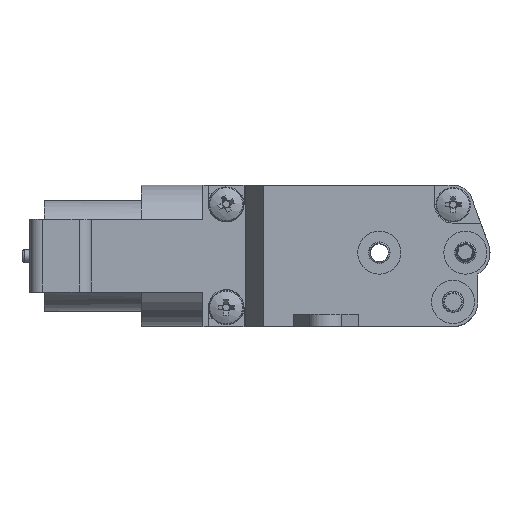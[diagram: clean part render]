
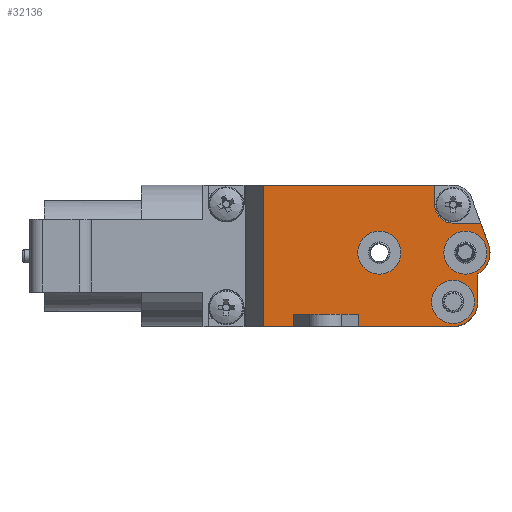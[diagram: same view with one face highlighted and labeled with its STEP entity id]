
A CAD part, top view. The second image highlights one B-rep face of the part: STEP entity #32136.
In plain terms, the highlighted planar face has unit normal (0, 0, 1).
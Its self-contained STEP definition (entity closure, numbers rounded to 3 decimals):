
#1721=FACE_BOUND('',#3774,.T.);
#1722=FACE_BOUND('',#3775,.T.);
#1723=FACE_BOUND('',#3776,.T.);
#1996=FACE_OUTER_BOUND('',#3773,.T.);
#3773=EDGE_LOOP('',(#22312,#22313,#22314,#22315,#22316,#22317,#22318,#22319,
#22320,#22321,#22322,#22323,#22324,#22325,#22326,#22327,#22328,#22329));
#3774=EDGE_LOOP('',(#22330));
#3775=EDGE_LOOP('',(#22331));
#3776=EDGE_LOOP('',(#22332));
#5757=LINE('',#48861,#9023);
#5760=LINE('',#48869,#9026);
#5771=LINE('',#48888,#9037);
#5793=LINE('',#48958,#9059);
#5794=LINE('',#48962,#9060);
#5795=LINE('',#48966,#9061);
#5796=LINE('',#48968,#9062);
#5797=LINE('',#48972,#9063);
#5798=LINE('',#48974,#9064);
#5799=LINE('',#48975,#9065);
#5800=LINE('',#48977,#9066);
#5801=LINE('',#48979,#9067);
#5802=LINE('',#48980,#9068);
#5803=LINE('',#48982,#9069);
#5804=LINE('',#48983,#9070);
#9023=VECTOR('',#38536,15.4);
#9026=VECTOR('',#38541,4.802);
#9037=VECTOR('',#38552,3.);
#9059=VECTOR('',#38600,2.);
#9060=VECTOR('',#38603,4.536);
#9061=VECTOR('',#38606,3.648);
#9062=VECTOR('',#38607,4.504);
#9063=VECTOR('',#38610,3.2);
#9064=VECTOR('',#38611,27.825);
#9065=VECTOR('',#38612,23.);
#9066=VECTOR('',#38613,2.);
#9067=VECTOR('',#38614,3.812);
#9068=VECTOR('',#38615,2.);
#9069=VECTOR('',#38616,2.);
#9070=VECTOR('',#38617,3.812);
#12040=CIRCLE('',#34307,4.);
#12041=CIRCLE('',#34308,4.);
#12042=CIRCLE('',#34309,3.);
#12043=CIRCLE('',#34310,3.5);
#12044=CIRCLE('',#34311,3.5);
#12045=CIRCLE('',#34312,3.5);
#13483=VERTEX_POINT('',#48859);
#13484=VERTEX_POINT('',#48860);
#13487=VERTEX_POINT('',#48866);
#13488=VERTEX_POINT('',#48868);
#13495=VERTEX_POINT('',#48885);
#13496=VERTEX_POINT('',#48887);
#13519=VERTEX_POINT('',#48957);
#13520=VERTEX_POINT('',#48959);
#13521=VERTEX_POINT('',#48961);
#13522=VERTEX_POINT('',#48963);
#13523=VERTEX_POINT('',#48965);
#13524=VERTEX_POINT('',#48967);
#13525=VERTEX_POINT('',#48969);
#13526=VERTEX_POINT('',#48971);
#13527=VERTEX_POINT('',#48973);
#13528=VERTEX_POINT('',#48976);
#13529=VERTEX_POINT('',#48978);
#13530=VERTEX_POINT('',#48981);
#13531=VERTEX_POINT('',#48984);
#13532=VERTEX_POINT('',#48986);
#13533=VERTEX_POINT('',#48988);
#16860=EDGE_CURVE('',#13483,#13484,#5757,.T.);
#16864=EDGE_CURVE('',#13488,#13487,#5760,.T.);
#16875=EDGE_CURVE('',#13496,#13495,#5771,.T.);
#16905=EDGE_CURVE('',#13519,#13483,#5793,.T.);
#16906=EDGE_CURVE('',#13484,#13520,#12040,.T.);
#16907=EDGE_CURVE('',#13520,#13521,#5794,.T.);
#16908=EDGE_CURVE('',#13521,#13522,#12041,.T.);
#16909=EDGE_CURVE('',#13523,#13522,#5795,.T.);
#16910=EDGE_CURVE('',#13523,#13524,#5796,.T.);
#16911=EDGE_CURVE('',#13524,#13525,#12042,.T.);
#16912=EDGE_CURVE('',#13525,#13526,#5797,.T.);
#16913=EDGE_CURVE('',#13526,#13527,#5798,.T.);
#16914=EDGE_CURVE('',#13527,#13488,#5799,.T.);
#16915=EDGE_CURVE('',#13528,#13487,#5800,.T.);
#16916=EDGE_CURVE('',#13528,#13529,#5801,.T.);
#16917=EDGE_CURVE('',#13529,#13496,#5802,.T.);
#16918=EDGE_CURVE('',#13530,#13495,#5803,.T.);
#16919=EDGE_CURVE('',#13530,#13519,#5804,.T.);
#16920=EDGE_CURVE('',#13531,#13531,#12043,.T.);
#16921=EDGE_CURVE('',#13532,#13532,#12044,.T.);
#16922=EDGE_CURVE('',#13533,#13533,#12045,.T.);
#22312=ORIENTED_EDGE('',*,*,#16905,.T.);
#22313=ORIENTED_EDGE('',*,*,#16860,.T.);
#22314=ORIENTED_EDGE('',*,*,#16906,.T.);
#22315=ORIENTED_EDGE('',*,*,#16907,.T.);
#22316=ORIENTED_EDGE('',*,*,#16908,.T.);
#22317=ORIENTED_EDGE('',*,*,#16909,.F.);
#22318=ORIENTED_EDGE('',*,*,#16910,.T.);
#22319=ORIENTED_EDGE('',*,*,#16911,.T.);
#22320=ORIENTED_EDGE('',*,*,#16912,.T.);
#22321=ORIENTED_EDGE('',*,*,#16913,.T.);
#22322=ORIENTED_EDGE('',*,*,#16914,.T.);
#22323=ORIENTED_EDGE('',*,*,#16864,.T.);
#22324=ORIENTED_EDGE('',*,*,#16915,.F.);
#22325=ORIENTED_EDGE('',*,*,#16916,.T.);
#22326=ORIENTED_EDGE('',*,*,#16917,.T.);
#22327=ORIENTED_EDGE('',*,*,#16875,.T.);
#22328=ORIENTED_EDGE('',*,*,#16918,.F.);
#22329=ORIENTED_EDGE('',*,*,#16919,.T.);
#22330=ORIENTED_EDGE('',*,*,#16920,.F.);
#22331=ORIENTED_EDGE('',*,*,#16921,.F.);
#22332=ORIENTED_EDGE('',*,*,#16922,.F.);
#30942=PLANE('',#34306);
#32136=ADVANCED_FACE('',(#1996,#1721,#1722,#1723),#30942,.T.);
#34306=AXIS2_PLACEMENT_3D('',#48956,#38598,#38599);
#34307=AXIS2_PLACEMENT_3D('',#48960,#38601,#38602);
#34308=AXIS2_PLACEMENT_3D('',#48964,#38604,#38605);
#34309=AXIS2_PLACEMENT_3D('',#48970,#38608,#38609);
#34310=AXIS2_PLACEMENT_3D('',#48985,#38618,#38619);
#34311=AXIS2_PLACEMENT_3D('',#48987,#38620,#38621);
#34312=AXIS2_PLACEMENT_3D('',#48989,#38622,#38623);
#38536=DIRECTION('',(1.,0.,0.));
#38541=DIRECTION('',(1.,0.,0.));
#38552=DIRECTION('',(1.,0.,0.));
#38598=DIRECTION('center_axis',(0.,0.,1.));
#38599=DIRECTION('ref_axis',(1.,0.,0.));
#38600=DIRECTION('',(0.,-1.,0.));
#38601=DIRECTION('center_axis',(0.,0.,1.));
#38602=DIRECTION('ref_axis',(1.,0.,0.));
#38603=DIRECTION('',(0.,1.,0.));
#38604=DIRECTION('center_axis',(0.,0.,1.));
#38605=DIRECTION('ref_axis',(1.,0.,0.));
#38606=DIRECTION('',(0.343,-0.939,0.));
#38607=DIRECTION('',(-1.,0.,0.));
#38608=DIRECTION('center_axis',(0.,0.,-1.));
#38609=DIRECTION('ref_axis',(-1.,0.,0.));
#38610=DIRECTION('',(0.,1.,0.));
#38611=DIRECTION('',(-1.,0.,0.));
#38612=DIRECTION('',(0.,-1.,0.));
#38613=DIRECTION('',(0.,-1.,0.));
#38614=DIRECTION('',(1.,0.,0.));
#38615=DIRECTION('',(0.,-1.,0.));
#38616=DIRECTION('',(0.,-1.,0.));
#38617=DIRECTION('',(1.,0.,0.));
#38618=DIRECTION('center_axis',(0.,0.,1.));
#38619=DIRECTION('ref_axis',(1.,0.,0.));
#38620=DIRECTION('center_axis',(0.,0.,1.));
#38621=DIRECTION('ref_axis',(1.,0.,0.));
#38622=DIRECTION('center_axis',(0.,0.,1.));
#38623=DIRECTION('ref_axis',(1.,0.,0.));
#48859=CARTESIAN_POINT('',(9.703,-11.8,2.));
#48860=CARTESIAN_POINT('',(25.103,-11.8,2.));
#48861=CARTESIAN_POINT('',(9.703,-11.8,2.));
#48866=CARTESIAN_POINT('',(-0.92,-11.8,2.));
#48868=CARTESIAN_POINT('',(-5.722,-11.8,2.));
#48869=CARTESIAN_POINT('',(-5.722,-11.8,2.));
#48885=CARTESIAN_POINT('',(5.892,-11.8,2.));
#48887=CARTESIAN_POINT('',(2.892,-11.8,2.));
#48888=CARTESIAN_POINT('',(2.892,-11.8,2.));
#48956=CARTESIAN_POINT('Origin',(25.103,-7.8,2.));
#48957=CARTESIAN_POINT('',(9.703,-9.8,2.));
#48958=CARTESIAN_POINT('',(9.703,-9.8,2.));
#48959=CARTESIAN_POINT('',(29.103,-7.8,2.));
#48960=CARTESIAN_POINT('Origin',(25.103,-7.8,2.));
#48961=CARTESIAN_POINT('',(29.103,-3.264,2.));
#48962=CARTESIAN_POINT('',(29.103,-7.8,2.));
#48963=CARTESIAN_POINT('',(30.86,1.574,2.));
#48964=CARTESIAN_POINT('Origin',(27.103,0.2,2.));
#48965=CARTESIAN_POINT('',(29.607,5.,2.));
#48966=CARTESIAN_POINT('',(29.607,5.,2.));
#48967=CARTESIAN_POINT('',(25.103,5.,2.));
#48968=CARTESIAN_POINT('',(29.607,5.,2.));
#48969=CARTESIAN_POINT('',(22.103,8.,2.));
#48970=CARTESIAN_POINT('Origin',(25.103,8.,2.));
#48971=CARTESIAN_POINT('',(22.103,11.2,2.));
#48972=CARTESIAN_POINT('',(22.103,8.,2.));
#48973=CARTESIAN_POINT('',(-5.722,11.2,2.));
#48974=CARTESIAN_POINT('',(22.103,11.2,2.));
#48975=CARTESIAN_POINT('',(-5.722,11.2,2.));
#48976=CARTESIAN_POINT('',(-0.92,-9.8,2.));
#48977=CARTESIAN_POINT('',(-0.92,-9.8,2.));
#48978=CARTESIAN_POINT('',(2.892,-9.8,2.));
#48979=CARTESIAN_POINT('',(-0.92,-9.8,2.));
#48980=CARTESIAN_POINT('',(2.892,-9.8,2.));
#48981=CARTESIAN_POINT('',(5.892,-9.8,2.));
#48982=CARTESIAN_POINT('',(5.892,-9.8,2.));
#48983=CARTESIAN_POINT('',(5.892,-9.8,2.));
#48984=CARTESIAN_POINT('',(16.603,0.2,2.));
#48985=CARTESIAN_POINT('Origin',(13.103,0.2,2.));
#48986=CARTESIAN_POINT('',(30.603,0.2,2.));
#48987=CARTESIAN_POINT('Origin',(27.103,0.2,2.));
#48988=CARTESIAN_POINT('',(28.603,-7.8,2.));
#48989=CARTESIAN_POINT('Origin',(25.103,-7.8,2.));
